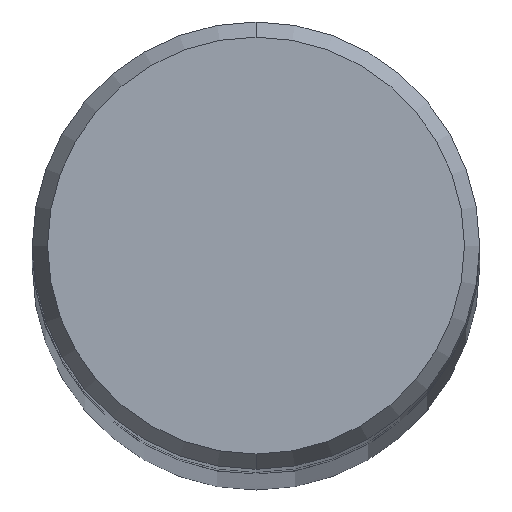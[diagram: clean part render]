
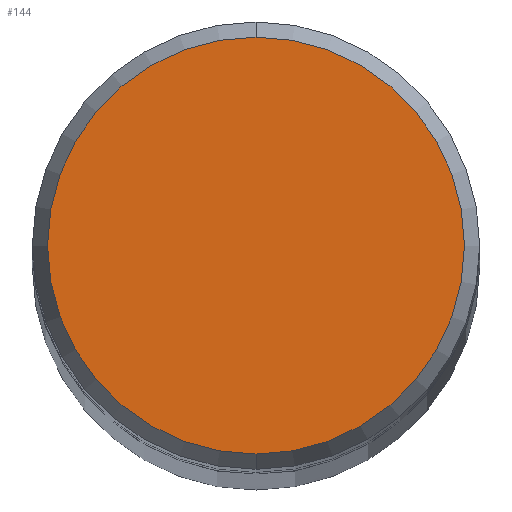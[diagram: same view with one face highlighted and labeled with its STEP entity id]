
A CAD part, top view. The second image highlights one B-rep face of the part: STEP entity #144.
In plain terms, the highlighted planar face has unit normal (0, 0, 1).
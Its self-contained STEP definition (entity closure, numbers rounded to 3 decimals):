
#108=EDGE_CURVE('',#142,#162,#255,.T.);
#142=VERTEX_POINT('',#295);
#144=ADVANCED_FACE('',(#297),#298,.T.);
#162=VERTEX_POINT('',#316);
#196=EDGE_CURVE('',#162,#142,#353,.T.);
#255=CIRCLE('',#415,6.285);
#295=CARTESIAN_POINT('',(0.,-6.285,0.0));
#297=FACE_OUTER_BOUND('',#461,.T.);
#298=PLANE('',#462);
#316=CARTESIAN_POINT('',(0.0,6.285,0.0));
#353=CIRCLE('',#537,6.285);
#415=AXIS2_PLACEMENT_3D('',#595,#596,#597);
#461=EDGE_LOOP('',(#650,#651));
#462=AXIS2_PLACEMENT_3D('',#652,#653,#654);
#537=AXIS2_PLACEMENT_3D('',#706,#707,#708);
#595=CARTESIAN_POINT('',(0.0,0.0,0.0));
#596=DIRECTION('',(0.0,0.0,-1.0));
#597=DIRECTION('',(0.0,1.0,0.0));
#650=ORIENTED_EDGE('',*,*,#196,.F.);
#651=ORIENTED_EDGE('',*,*,#108,.F.);
#652=CARTESIAN_POINT('',(0.0,3.143,0.0));
#653=DIRECTION('',(-0.0,0.0,1.0));
#654=DIRECTION('',(0.0,-1.0,0.0));
#706=CARTESIAN_POINT('',(0.0,0.0,0.0));
#707=DIRECTION('',(0.0,0.0,-1.0));
#708=DIRECTION('',(0.0,1.0,0.0));
